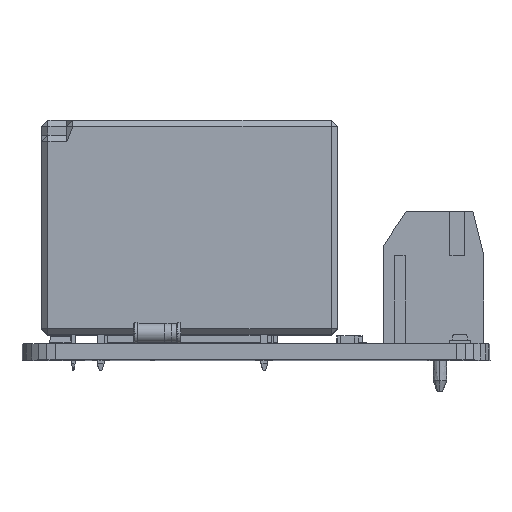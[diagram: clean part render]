
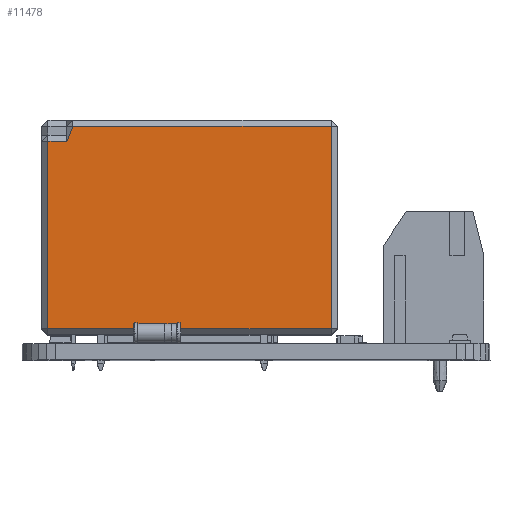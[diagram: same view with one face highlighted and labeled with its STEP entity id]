
A CAD part, top view. The second image highlights one B-rep face of the part: STEP entity #11478.
In plain terms, the highlighted face is planar.
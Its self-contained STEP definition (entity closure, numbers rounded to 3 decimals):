
#5029 = VECTOR ( 'NONE', #48172, 1000. ) ;
#5444 = ORIENTED_EDGE ( 'NONE', *, *, #60228, .F. ) ;
#7757 = CARTESIAN_POINT ( 'NONE',  ( 8.032, 10.589, 16.3 ) ) ;
#7819 = AXIS2_PLACEMENT_3D ( 'NONE', #52791, #73949, #82119 ) ;
#7949 = CARTESIAN_POINT ( 'NONE',  ( 8.032, -9.17, 1.141 ) ) ;
#8665 = VERTEX_POINT ( 'NONE', #7757 ) ;
#11478 = ADVANCED_FACE ( 'NONE', ( #16052 ), #31258, .F. ) ;
#14232 = CARTESIAN_POINT ( 'NONE',  ( 8.032, -9.17, 15.176 ) ) ;
#15850 = CARTESIAN_POINT ( 'NONE',  ( 8.032, 10.589, 15.176 ) ) ;
#16052 = FACE_OUTER_BOUND ( 'NONE', #60237, .T. ) ;
#17067 = EDGE_CURVE ( 'NONE', #93226, #34117, #24268, .T. ) ;
#18356 = VERTEX_POINT ( 'NONE', #37285 ) ;
#24268 = LINE ( 'NONE', #26280, #5029 ) ;
#25259 = CARTESIAN_POINT ( 'NONE',  ( 8.032, -10.589, 1.141 ) ) ;
#26280 = CARTESIAN_POINT ( 'NONE',  ( 8.032, -10.589, 15.176 ) ) ;
#27603 = DIRECTION ( 'NONE',  ( 0., 1., 0. ) ) ;
#30093 = DIRECTION ( 'NONE',  ( 0., 1., 0. ) ) ;
#31258 = PLANE ( 'NONE',  #7819 ) ;
#34117 = VERTEX_POINT ( 'NONE', #87336 ) ;
#35911 = ORIENTED_EDGE ( 'NONE', *, *, #52040, .F. ) ;
#37285 = CARTESIAN_POINT ( 'NONE',  ( 8.032, 10.589, 1.141 ) ) ;
#38072 = LINE ( 'NONE', #41887, #74235 ) ;
#40903 = ORIENTED_EDGE ( 'NONE', *, *, #52203, .F. ) ;
#40934 = ORIENTED_EDGE ( 'NONE', *, *, #56037, .F. ) ;
#41887 = CARTESIAN_POINT ( 'NONE',  ( 8.032, -9.17, 15.176 ) ) ;
#41981 = LINE ( 'NONE', #7949, #82662 ) ;
#42134 = DIRECTION ( 'NONE',  ( 0., 1., 0. ) ) ;
#42176 = ORIENTED_EDGE ( 'NONE', *, *, #50145, .T. ) ;
#46762 = VERTEX_POINT ( 'NONE', #88336 ) ;
#48172 = DIRECTION ( 'NONE',  ( 0., 0., 1. ) ) ;
#49801 = VERTEX_POINT ( 'NONE', #56111 ) ;
#50145 = EDGE_CURVE ( 'NONE', #93226, #18356, #41981, .T. ) ;
#52040 = EDGE_CURVE ( 'NONE', #49801, #46762, #38072, .T. ) ;
#52203 = EDGE_CURVE ( 'NONE', #8665, #18356, #84410, .T. ) ;
#52791 = CARTESIAN_POINT ( 'NONE',  ( 8.032, -9.17, 1.141 ) ) ;
#56037 = EDGE_CURVE ( 'NONE', #46762, #8665, #61267, .T. ) ;
#56111 = CARTESIAN_POINT ( 'NONE',  ( 8.032, -9.17, 15.176 ) ) ;
#56739 = CARTESIAN_POINT ( 'NONE',  ( 8.032, -9.17, 16.3 ) ) ;
#58413 = VECTOR ( 'NONE', #90114, 1000. ) ;
#60228 = EDGE_CURVE ( 'NONE', #34117, #49801, #63534, .T. ) ;
#60237 = EDGE_LOOP ( 'NONE', ( #42176, #40903, #40934, #35911, #5444, #61451 ) ) ;
#61267 = LINE ( 'NONE', #56739, #74824 ) ;
#61451 = ORIENTED_EDGE ( 'NONE', *, *, #17067, .F. ) ;
#63534 = LINE ( 'NONE', #14232, #86097 ) ;
#73949 = DIRECTION ( 'NONE',  ( -1., 0., 0. ) ) ;
#74235 = VECTOR ( 'NONE', #84536, 1000. ) ;
#74824 = VECTOR ( 'NONE', #27603, 1000. ) ;
#82119 = DIRECTION ( 'NONE',  ( 0., 0., 1. ) ) ;
#82662 = VECTOR ( 'NONE', #30093, 1000. ) ;
#84410 = LINE ( 'NONE', #15850, #58413 ) ;
#84536 = DIRECTION ( 'NONE',  ( 0., 0.374, 0.928 ) ) ;
#86097 = VECTOR ( 'NONE', #42134, 1000. ) ;
#87336 = CARTESIAN_POINT ( 'NONE',  ( 8.032, -10.589, 15.176 ) ) ;
#88336 = CARTESIAN_POINT ( 'NONE',  ( 8.032, -8.717, 16.3 ) ) ;
#90114 = DIRECTION ( 'NONE',  ( 0., 0., -1. ) ) ;
#93226 = VERTEX_POINT ( 'NONE', #25259 ) ;
